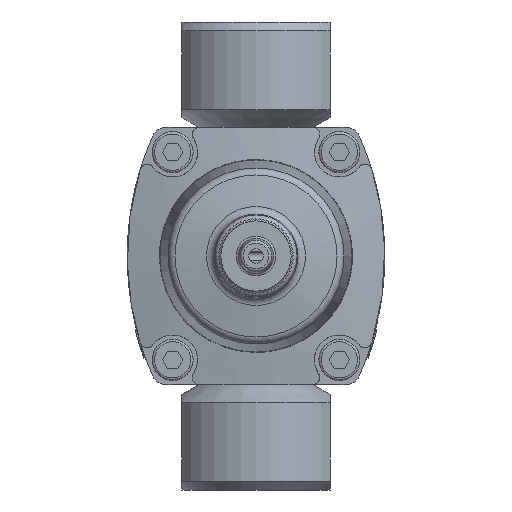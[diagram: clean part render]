
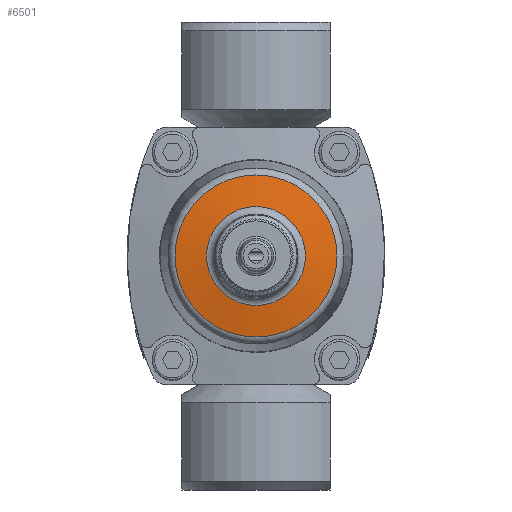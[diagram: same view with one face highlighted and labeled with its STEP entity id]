
A CAD part, front view. The second image highlights one B-rep face of the part: STEP entity #6501.
In plain terms, the highlighted toroidal (fillet/blend) face has major radius 1.329 mm and minor radius 63.5 mm.
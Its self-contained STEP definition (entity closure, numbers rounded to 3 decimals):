
#150=DEGENERATE_TOROIDAL_SURFACE('',#7075,1.33,63.5,
 .T.);
#1578=ORIENTED_EDGE('',*,*,#3366,.T.);
#1579=ORIENTED_EDGE('',*,*,#3367,.F.);
#3366=EDGE_CURVE('',#4260,#4260,#4830,.T.);
#3367=EDGE_CURVE('',#4261,#4261,#4831,.T.);
#4260=VERTEX_POINT('',#10042);
#4261=VERTEX_POINT('',#10045);
#4830=CIRCLE('',#7074,13.849);
#4831=CIRCLE('',#7076,8.466);
#5070=EDGE_LOOP('',(#1578));
#5071=EDGE_LOOP('',(#1579));
#5663=FACE_BOUND('',#5070,.T.);
#5664=FACE_BOUND('',#5071,.T.);
#6501=ADVANCED_FACE('',(#5663,#5664),#150,.T.);
#7074=AXIS2_PLACEMENT_3D('',#10041,#7952,#7953);
#7075=AXIS2_PLACEMENT_3D('',#10043,#7954,#7955);
#7076=AXIS2_PLACEMENT_3D('',#10044,#7956,#7957);
#7952=DIRECTION('',(0.,-1.,0.));
#7953=DIRECTION('',(0.,0.,-1.));
#7954=DIRECTION('',(0.,-1.,0.));
#7955=DIRECTION('',(0.,0.,-1.));
#7956=DIRECTION('',(0.,-1.,0.));
#7957=DIRECTION('',(0.,0.,-1.));
#10041=CARTESIAN_POINT('',(0.,-75.321,0.));
#10042=CARTESIAN_POINT('',(0.,-75.321,-13.849));
#10043=CARTESIAN_POINT('',(0.,-13.067,0.));
#10044=CARTESIAN_POINT('',(0.,-76.165,0.));
#10045=CARTESIAN_POINT('',(0.,-76.165,-8.466));
